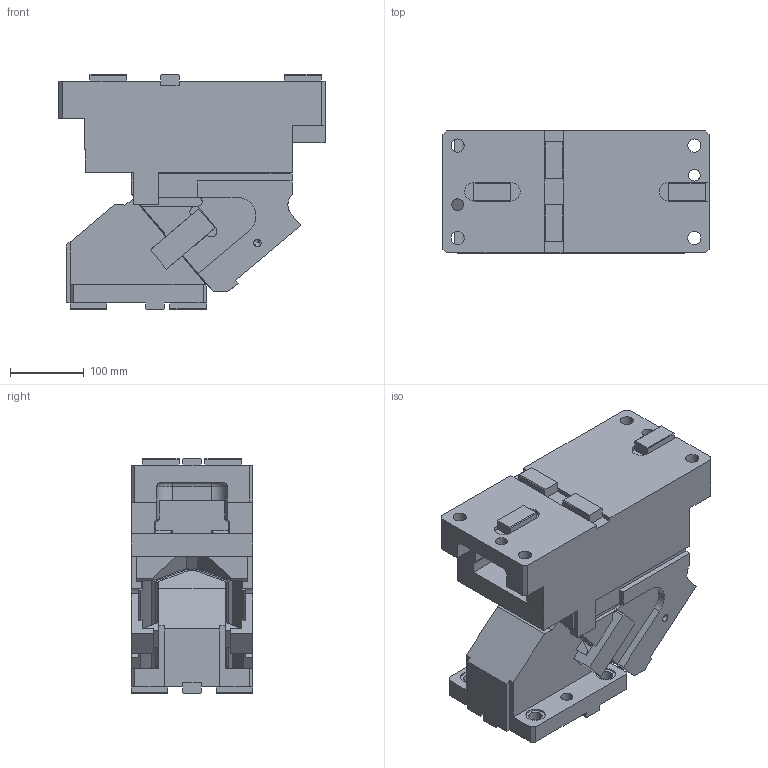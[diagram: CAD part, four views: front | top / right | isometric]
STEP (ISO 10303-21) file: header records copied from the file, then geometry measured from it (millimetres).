
FILE_DESCRIPTION(('CATIA V5 STEP Exchange'),'2;1');
FILE_NAME('CACV_165_50.stp','2015-04-24T14:12:21+00:00',('none'),('none'),'CATIA Version 5 Release 19 SP 2 (IN-10)','CATIA V5 STEP AP203','none');
FILE_SCHEMA(('CONFIG_CONTROL_DESIGN'));
Length unit declared in the file: millimetre
Products named in the file (1): CACV_165_50
Bounding box: 360 x 165 x 318 mm (x, y, z)
Volume: 10584557.8 mm3; surface area: 755948.8 mm2
Topology: 3 solids, 8 shells, 575 faces, 1668 edges, 1096 vertices
Faces by surface type: plane 393, cylinder 152, cone 18, bspline 8, torus 4
Entity records: 19260 total; most frequent: CARTESIAN_POINT 4594, ORIENTED_EDGE 3292, DIRECTION 2554, EDGE_CURVE 1646, VECTOR 1314, LINE 1314, VERTEX_POINT 1096, AXIS2_PLACEMENT_3D 725
